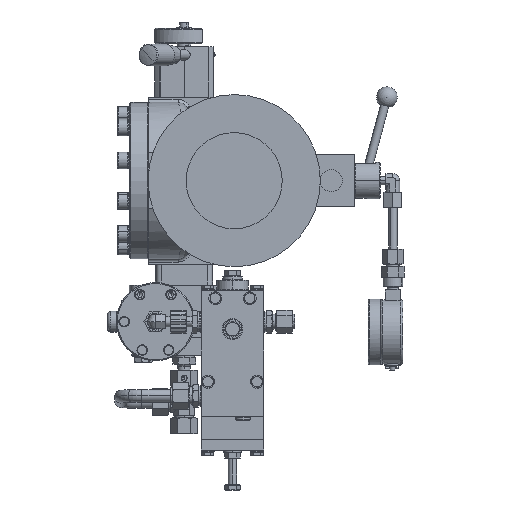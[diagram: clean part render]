
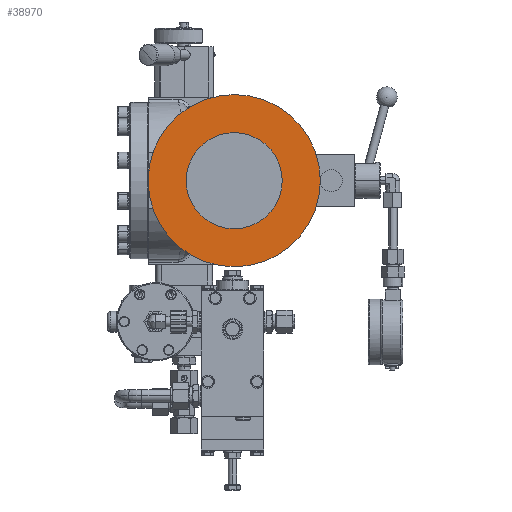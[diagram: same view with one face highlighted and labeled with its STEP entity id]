
A CAD part, left-side view. The second image highlights one B-rep face of the part: STEP entity #38970.
In plain terms, the highlighted planar face has unit normal (-1, 0, 0).
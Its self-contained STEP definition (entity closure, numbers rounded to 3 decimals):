
#2095 = ORIENTED_EDGE ( 'NONE', *, *, #57714, .F. ) ;
#7807 = CARTESIAN_POINT ( 'NONE',  ( -118.6, 0., -46.05 ) ) ;
#12288 = DIRECTION ( 'NONE',  ( -1., 0., 0. ) ) ;
#12635 = VERTEX_POINT ( 'NONE', #7807 ) ;
#13580 = ORIENTED_EDGE ( 'NONE', *, *, #70891, .F. ) ;
#14024 = CARTESIAN_POINT ( 'NONE',  ( -118.6, 0., 46.05 ) ) ;
#14485 = EDGE_CURVE ( 'Defeature ausgef�hrt1_315+Defeature ausgef�hrt1_312+Defeature ausgef�hrt1_312+Defeature ausgef�hrt1_312', #33060, #46280, #50069, .T. ) ;
#16067 = DIRECTION ( 'NONE',  ( -1., 0., 0. ) ) ;
#19898 = DIRECTION ( 'NONE',  ( -1., 0., 0. ) ) ;
#23197 = CARTESIAN_POINT ( 'NONE',  ( -118.6, 0., 0. ) ) ;
#24279 = AXIS2_PLACEMENT_3D ( 'NONE', #23197, #94671, #55406 ) ;
#27926 = CIRCLE ( 'NONE', #74743, 46.05 ) ;
#30118 = FACE_BOUND ( 'NONE', #55610, .T. ) ;
#30543 = PLANE ( 'NONE',  #85575 ) ;
#31571 = DIRECTION ( 'NONE',  ( 0., 0., 1. ) ) ;
#33060 = VERTEX_POINT ( 'NONE', #93616 ) ;
#33925 = FACE_OUTER_BOUND ( 'NONE', #77894, .T. ) ;
#35817 = CARTESIAN_POINT ( 'NONE',  ( -118.6, 0., 0. ) ) ;
#36337 = CARTESIAN_POINT ( 'NONE',  ( -118.6, 0., 0. ) ) ;
#38785 = DIRECTION ( 'NONE',  ( -1., 0., 0. ) ) ;
#38970 = ADVANCED_FACE ( 'Defeature ausgef�hrt1_315', ( #33925, #30118 ), #30543, .T. ) ;
#46280 = VERTEX_POINT ( 'NONE', #75152 ) ;
#50069 = CIRCLE ( 'NONE', #50383, 82.5 ) ;
#50383 = AXIS2_PLACEMENT_3D ( 'NONE', #35817, #19898, #91671 ) ;
#54571 = ORIENTED_EDGE ( 'NONE', *, *, #14485, .T. ) ;
#55020 = DIRECTION ( 'NONE',  ( 0., 0., 1. ) ) ;
#55406 = DIRECTION ( 'NONE',  ( 0., 0., 1. ) ) ;
#55610 = EDGE_LOOP ( 'NONE', ( #13580, #2095 ) ) ;
#56357 = CARTESIAN_POINT ( 'NONE',  ( -118.6, 0., 0. ) ) ;
#56427 = CIRCLE ( 'NONE', #58989, 82.5 ) ;
#57714 = EDGE_CURVE ( 'Defeature ausgef�hrt1_314+Defeature ausgef�hrt1_315+Defeature ausgef�hrt1_315+Defeature ausgef�hrt1_315', #12635, #80029, #102991, .T. ) ;
#58989 = AXIS2_PLACEMENT_3D ( 'NONE', #56357, #16067, #31571 ) ;
#70891 = EDGE_CURVE ( 'Defeature ausgef�hrt1_314+Defeature ausgef�hrt1_315+Defeature ausgef�hrt1_315+Defeature ausgef�hrt1_315', #80029, #12635, #27926, .T. ) ;
#74743 = AXIS2_PLACEMENT_3D ( 'NONE', #36337, #12288, #91818 ) ;
#75152 = CARTESIAN_POINT ( 'NONE',  ( -118.6, 0., 82.5 ) ) ;
#77894 = EDGE_LOOP ( 'NONE', ( #99468, #54571 ) ) ;
#80029 = VERTEX_POINT ( 'NONE', #14024 ) ;
#85575 = AXIS2_PLACEMENT_3D ( 'NONE', #102747, #38785, #55020 ) ;
#90485 = EDGE_CURVE ( 'Defeature ausgef�hrt1_315+Defeature ausgef�hrt1_312+Defeature ausgef�hrt1_312+Defeature ausgef�hrt1_312', #46280, #33060, #56427, .T. ) ;
#91671 = DIRECTION ( 'NONE',  ( 0., 0., 1. ) ) ;
#91818 = DIRECTION ( 'NONE',  ( 0., 0., 1. ) ) ;
#93616 = CARTESIAN_POINT ( 'NONE',  ( -118.6, 0., -82.5 ) ) ;
#94671 = DIRECTION ( 'NONE',  ( -1., 0., 0. ) ) ;
#99468 = ORIENTED_EDGE ( 'NONE', *, *, #90485, .T. ) ;
#102747 = CARTESIAN_POINT ( 'NONE',  ( -118.6, 46.05, 0. ) ) ;
#102991 = CIRCLE ( 'NONE', #24279, 46.05 ) ;
